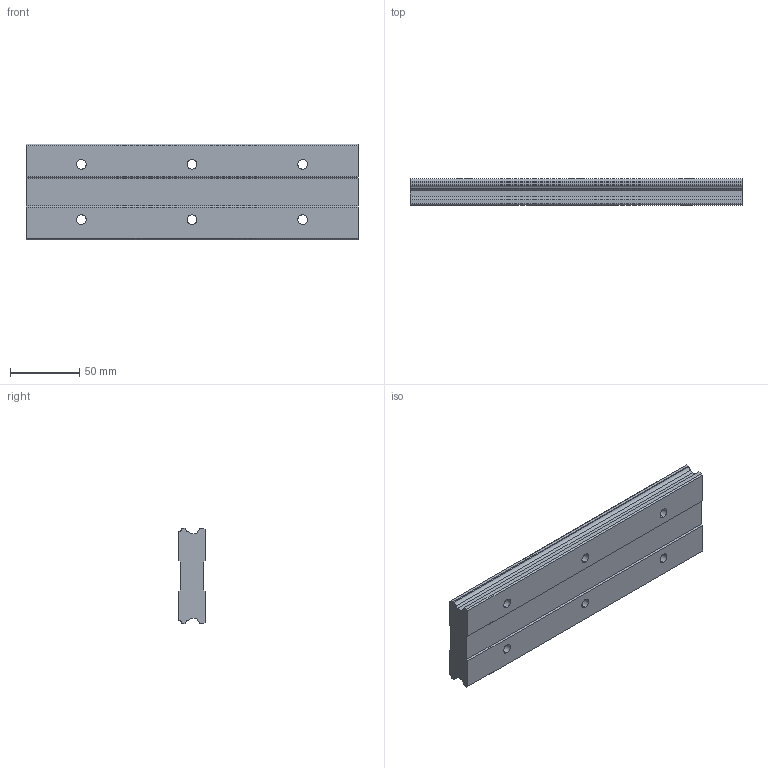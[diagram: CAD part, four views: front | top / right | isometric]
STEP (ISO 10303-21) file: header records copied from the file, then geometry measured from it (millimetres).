
FILE_DESCRIPTION (( 'STEP AP214' ), '1' );
FILE_NAME ('HRW35CA1SS-240L_G40_0_B-M6F_66-7_0_0_0_1.STEP', '2021-08-05T11:37:04', ( '' ), ( '' ), 'SwSTEP 2.0', 'SolidWorks 2021', '' );
FILE_SCHEMA (( 'AUTOMOTIVE_DESIGN' ));
Length unit declared in the file: millimetre
Products named in the file (2): HRW35CA1SS-240L_G40_0_B-M6F_66-7_0_0_0_1; _HRW35CA24040 Track
Assembly tree (1 placements, depth 2):
  HRW35CA1SS-240L_G40_0_B-M6F_66-7_0_0_0_1
    _HRW35CA24040 Track
Bounding box: 240 x 19 x 69 mm (x, y, z)
Volume: 280159.2 mm3; surface area: 48910.9 mm2
Topology: 1 solids, 1 shells, 62 faces, 162 edges, 108 vertices
Faces by surface type: plane 34, cylinder 28
Entity records: 2012 total; most frequent: DIRECTION 350, CARTESIAN_POINT 336, ORIENTED_EDGE 324, EDGE_CURVE 162, AXIS2_PLACEMENT_3D 122, VERTEX_POINT 108, VECTOR 106, LINE 106
